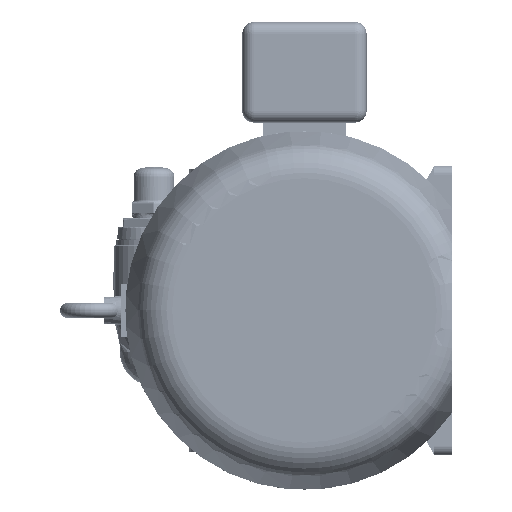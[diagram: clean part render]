
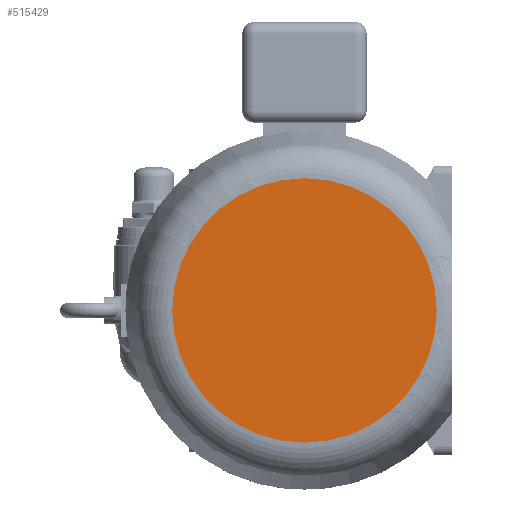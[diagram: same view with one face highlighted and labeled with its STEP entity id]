
A CAD part, left-side view. The second image highlights one B-rep face of the part: STEP entity #515429.
In plain terms, the highlighted planar face has unit normal (-1, 0, 0).
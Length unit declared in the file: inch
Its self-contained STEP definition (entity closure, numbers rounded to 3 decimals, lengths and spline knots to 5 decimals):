
#225 = CARTESIAN_POINT ( 'NONE',  ( -41.36, 0., 0. ) ) ;
#10502 = ORIENTED_EDGE ( 'NONE', *, *, #227846, .F. ) ;
#24089 = CARTESIAN_POINT ( 'NONE',  ( -41.36, 5.59827, 0. ) ) ;
#39023 = VERTEX_POINT ( 'NONE', #24089 ) ;
#92696 = FACE_OUTER_BOUND ( 'NONE', #530701, .T. ) ;
#95554 = CARTESIAN_POINT ( 'NONE',  ( -41.36, -5.59827, 0. ) ) ;
#96843 = PLANE ( 'NONE',  #339840 ) ;
#108229 = CIRCLE ( 'NONE', #201543, 5.59827 ) ;
#161991 = ORIENTED_EDGE ( 'NONE', *, *, #547814, .F. ) ;
#181513 = DIRECTION ( 'NONE',  ( 0., -1., 0. ) ) ;
#201543 = AXIS2_PLACEMENT_3D ( 'NONE', #349622, #259433, #261365 ) ;
#227846 = EDGE_CURVE ( 'Defeatured_0_4772+Defeatured_0_4773+Defeatured_0_4773+Defeatured_0_4773', #239354, #39023, #108229, .T. ) ;
#239354 = VERTEX_POINT ( 'NONE', #95554 ) ;
#259433 = DIRECTION ( 'NONE',  ( 1., 0., 0. ) ) ;
#261365 = DIRECTION ( 'NONE',  ( 0., -1., 0. ) ) ;
#263500 = DIRECTION ( 'NONE',  ( 1., 0., 0. ) ) ;
#264279 = CIRCLE ( 'NONE', #473171, 5.59827 ) ;
#339840 = AXIS2_PLACEMENT_3D ( 'NONE', #544524, #361969, #181513 ) ;
#349622 = CARTESIAN_POINT ( 'NONE',  ( -41.36, 0., 0. ) ) ;
#361969 = DIRECTION ( 'NONE',  ( 1., 0., 0. ) ) ;
#398812 = DIRECTION ( 'NONE',  ( 0., -1., 0. ) ) ;
#473171 = AXIS2_PLACEMENT_3D ( 'NONE', #225, #263500, #398812 ) ;
#515429 = ADVANCED_FACE ( 'Defeatured_0_4773', ( #92696 ), #96843, .F. ) ;
#530701 = EDGE_LOOP ( 'NONE', ( #10502, #161991 ) ) ;
#544524 = CARTESIAN_POINT ( 'NONE',  ( -41.36, 5.59827, 0. ) ) ;
#547814 = EDGE_CURVE ( 'Defeatured_0_4772+Defeatured_0_4773+Defeatured_0_4773+Defeatured_0_4773', #39023, #239354, #264279, .T. ) ;
